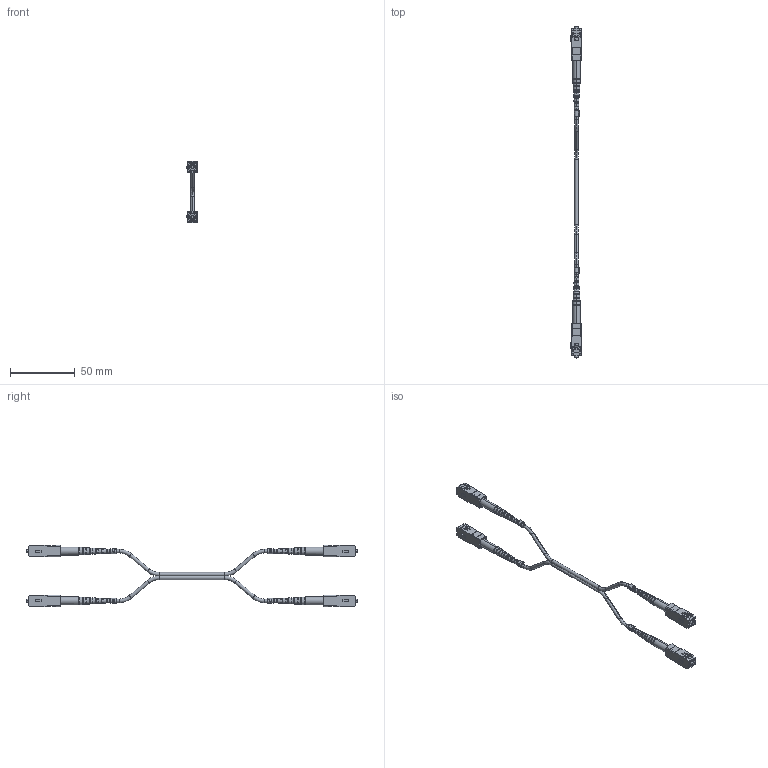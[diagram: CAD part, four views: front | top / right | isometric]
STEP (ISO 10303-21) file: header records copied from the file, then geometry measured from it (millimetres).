
FILE_DESCRIPTION (( 'STEP AP214' ), '1' );
FILE_NAME ('FODZSC-OM5.STEP', '2019-03-26T18:22:41', ( '' ), ( '' ), 'SwSTEP 2.0', 'SolidWorks 2017', '' );
FILE_SCHEMA (( 'AUTOMOTIVE_DESIGN' ));
Length unit declared in the file: inch
Products named in the file (10): 1AF04-001-MA3; FODZSC-OM5; LBL-C3P-A; 1AF04-001-MA5; 1AF04-001; 1AF04-001-MA1; LBL-C3P-B; 1AF04-001-MA2; 1AL06-074; 1AF04-001-MA4
Assembly tree (14 placements, depth 3):
  FODZSC-OM5
    1AL06-074
    1AF04-001  x4
      1AF04-001-MA2
      1AF04-001-MA1
      1AF04-001-MA3
      1AF04-001-MA4
      1AF04-001-MA5
    LBL-C3P-A  x2
    LBL-C3P-B  x2
Bounding box: 8.18 x 255.79 x 47.24 mm (x, y, z)
Volume: 8364 mm3; surface area: 18834.9 mm2
Topology: 25 solids, 25 shells, 1195 faces, 3509 edges, 2286 vertices
Faces by surface type: plane 932, cylinder 173, cone 56, bspline 18, torus 16
Entity records: 14268 total; most frequent: CARTESIAN_POINT 3123, ORIENTED_EDGE 2020, DIRECTION 1897, EDGE_CURVE 1010, VERTEX_POINT 652, AXIS2_PLACEMENT_3D 639, LINE 619, VECTOR 619
